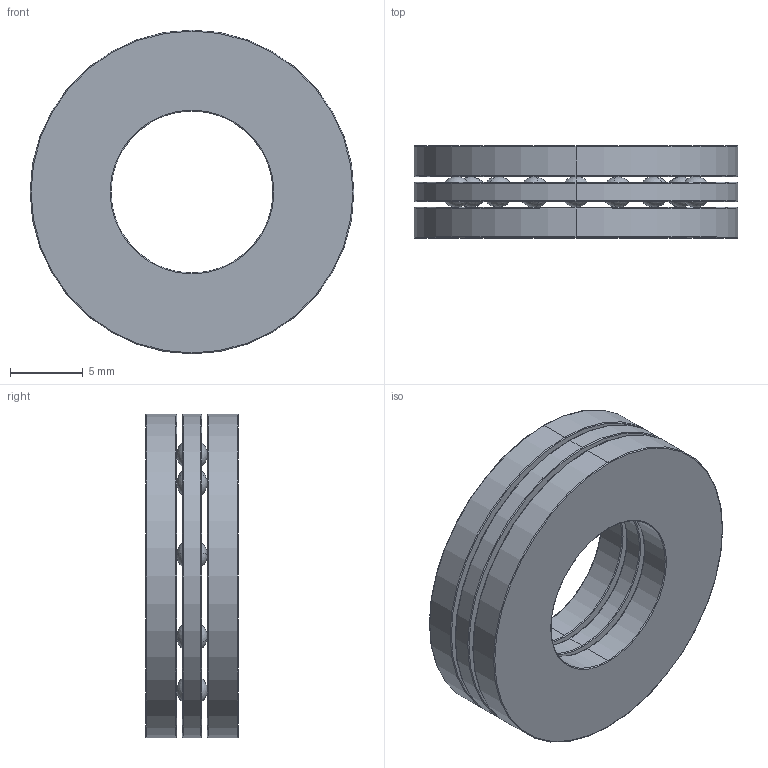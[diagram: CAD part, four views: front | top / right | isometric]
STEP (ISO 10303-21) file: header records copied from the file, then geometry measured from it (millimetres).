
FILE_DESCRIPTION (( 'STEP AP203' ), '1' );
FILE_NAME ('6655K16.STEP', '2014-10-03T14:21:04', ( 'Kyle' ), ( 'Microsoft' ), 'SwSTEP 2.0', 'SolidWorks 2014', '' );
FILE_SCHEMA (( 'CONFIG_CONTROL_DESIGN' ));
Length unit declared in the file: inch
Products named in the file (1): 6655K16
Bounding box: 22.23 x 6.32 x 22.23 mm (x, y, z)
Volume: 1617.8 mm3; surface area: 2474.2 mm2
Topology: 12 solids, 12 shells, 78 faces, 246 edges, 156 vertices
Faces by surface type: sphere 36, torus 24, cylinder 12, plane 6
Entity records: 2221 total; most frequent: DIRECTION 458, CARTESIAN_POINT 337, ORIENTED_EDGE 312, AXIS2_PLACEMENT_3D 223, EDGE_CURVE 156, CIRCLE 144, EDGE_LOOP 102, VERTEX_POINT 102
